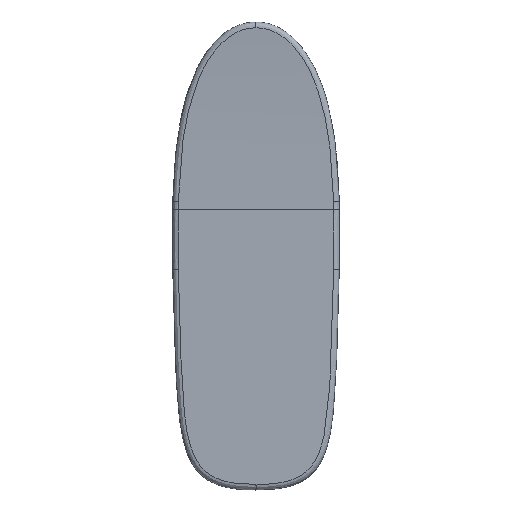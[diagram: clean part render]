
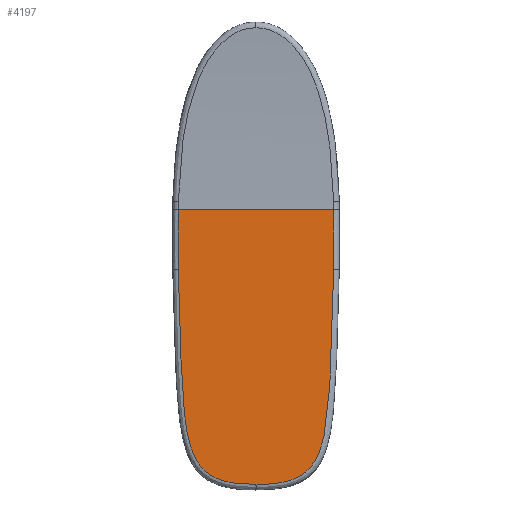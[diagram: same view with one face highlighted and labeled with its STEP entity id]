
A CAD part, top view. The second image highlights one B-rep face of the part: STEP entity #4197.
In plain terms, the highlighted free-form (B-spline) face has degree [1, 1] with [2, 2] control points.
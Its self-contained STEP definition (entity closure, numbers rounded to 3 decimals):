
#2422 = EDGE_CURVE('',#2423,#2425,#2427,.T.);
#2423 = VERTEX_POINT('',#2424);
#2424 = CARTESIAN_POINT('',(-214.657,609.517,
    76.719));
#2425 = VERTEX_POINT('',#2426);
#2426 = CARTESIAN_POINT('',(-214.657,774.424,
    76.719));
#2427 = B_SPLINE_CURVE_WITH_KNOTS('',3,(#2428,#2429,#2430,#2431),
  .UNSPECIFIED.,.F.,.F.,(4,4),(0.014,15.06),
  .PIECEWISE_BEZIER_KNOTS.);
#2428 = CARTESIAN_POINT('',(-214.657,609.517,
    76.719));
#2429 = CARTESIAN_POINT('',(-214.657,664.502,
    76.719));
#2430 = CARTESIAN_POINT('',(-214.657,719.455,
    76.719));
#2431 = CARTESIAN_POINT('',(-214.657,774.424,
    76.719));
#2590 = VERTEX_POINT('',#2591);
#2591 = CARTESIAN_POINT('',(0.,15.501,
    76.719));
#2706 = EDGE_CURVE('',#2590,#2423,#2707,.T.);
#2707 = B_SPLINE_CURVE_WITH_KNOTS('',3,(#2708,#2709,#2710,#2711,#2712,
    #2713,#2714,#2715,#2716,#2717,#2718,#2719,#2720,#2721,#2722,#2723,
    #2724,#2725,#2726,#2727,#2728,#2729,#2730,#2731,#2732,#2733,#2734,
    #2735,#2736,#2737,#2738),.UNSPECIFIED.,.F.,.F.,(4,2,1,1,1,1,1,1,1,1,
    1,1,1,1,1,1,1,1,1,1,1,1,1,1,1,1,1,4),(-65.67,
    -65.648,-65.545,-65.443,-65.237,
    -64.827,-64.006,-62.365,-59.083,
    -55.801,-54.159,-52.518,-50.877,
    -49.236,-47.595,-45.953,-42.671,
    -39.389,-36.106,-32.824,-29.541,
    -26.259,-19.694,-13.13,-9.847,
    -6.565,-3.282,-0.014),.UNSPECIFIED.);
#2708 = CARTESIAN_POINT('',(0.,15.501,
    76.719));
#2709 = CARTESIAN_POINT('',(-0.08,15.5,
    76.719));
#2710 = CARTESIAN_POINT('',(-0.161,15.499,
    76.719));
#2711 = CARTESIAN_POINT('',(-0.616,15.492,
    76.719));
#2712 = CARTESIAN_POINT('',(-1.365,15.481,
    76.719));
#2713 = CARTESIAN_POINT('',(-2.864,15.463,
    76.719));
#2714 = CARTESIAN_POINT('',(-5.487,15.44,
    76.719));
#2715 = CARTESIAN_POINT('',(-10.733,15.432,
    76.719));
#2716 = CARTESIAN_POINT('',(-21.225,15.566,
    76.719));
#2717 = CARTESIAN_POINT('',(-42.197,16.503,
    76.719));
#2718 = CARTESIAN_POINT('',(-72.008,20.03,
    76.719));
#2719 = CARTESIAN_POINT('',(-101.121,28.056,
    76.719));
#2720 = CARTESIAN_POINT('',(-122.781,38.647,
    76.719));
#2721 = CARTESIAN_POINT('',(-137.633,48.983,
    76.719));
#2722 = CARTESIAN_POINT('',(-150.559,61.669,
    76.719));
#2723 = CARTESIAN_POINT('',(-161.266,76.234,
    76.719));
#2724 = CARTESIAN_POINT('',(-169.924,92.089,
    76.719));
#2725 = CARTESIAN_POINT('',(-179.145,114.297,
    76.719));
#2726 = CARTESIAN_POINT('',(-187.295,143.225,
    76.719));
#2727 = CARTESIAN_POINT('',(-193.811,178.642,
    76.719));
#2728 = CARTESIAN_POINT('',(-198.294,214.35,
    76.719));
#2729 = CARTESIAN_POINT('',(-201.495,250.188,
    76.719));
#2730 = CARTESIAN_POINT('',(-203.877,286.089,
    76.719));
#2731 = CARTESIAN_POINT('',(-206.348,333.978,
    76.719));
#2732 = CARTESIAN_POINT('',(-208.65,393.925,
    76.719));
#2733 = CARTESIAN_POINT('',(-210.583,453.864,
    76.719));
#2734 = CARTESIAN_POINT('',(-212.003,501.721,
    76.719));
#2735 = CARTESIAN_POINT('',(-212.998,537.632,
    76.719));
#2736 = CARTESIAN_POINT('',(-213.902,573.554,
    76.719));
#2737 = CARTESIAN_POINT('',(-214.424,597.544,
    76.719));
#2738 = CARTESIAN_POINT('',(-214.657,609.517,
    76.719));
#3185 = VERTEX_POINT('',#3186);
#3186 = CARTESIAN_POINT('',(214.657,774.424,
    76.719));
#3366 = EDGE_CURVE('',#3185,#3367,#3369,.T.);
#3367 = VERTEX_POINT('',#3368);
#3368 = CARTESIAN_POINT('',(214.657,609.517,
    76.719));
#3369 = B_SPLINE_CURVE_WITH_KNOTS('',3,(#3370,#3371,#3372,#3373),
  .UNSPECIFIED.,.F.,.F.,(4,4),(2.201,17.247),
  .PIECEWISE_BEZIER_KNOTS.);
#3370 = CARTESIAN_POINT('',(214.657,774.424,
    76.719));
#3371 = CARTESIAN_POINT('',(214.657,719.455,
    76.719));
#3372 = CARTESIAN_POINT('',(214.657,664.502,
    76.719));
#3373 = CARTESIAN_POINT('',(214.657,609.517,
    76.719));
#3522 = EDGE_CURVE('',#3367,#2590,#3523,.T.);
#3523 = B_SPLINE_CURVE_WITH_KNOTS('',3,(#3524,#3525,#3526,#3527,#3528,
    #3529,#3530,#3531,#3532,#3533,#3534,#3535,#3536,#3537,#3538,#3539,
    #3540,#3541,#3542,#3543,#3544,#3545,#3546,#3547,#3548,#3549,#3550,
    #3551,#3552),.UNSPECIFIED.,.F.,.F.,(4,1,1,1,1,1,1,1,1,1,1,1,1,1,1,1,
    1,1,1,1,1,1,1,1,2,4),(-65.618,-62.35,-59.069
    ,-55.787,-52.505,-48.13,-43.755,
    -39.379,-36.097,-32.816,-29.534,
    -26.253,-22.971,-19.69,-18.049,
    -16.408,-14.767,-13.126,-11.486,
    -9.845,-6.563,-3.282,-1.641,
    -0.82,0.,0.022),
  .UNSPECIFIED.);
#3524 = CARTESIAN_POINT('',(214.657,609.517,
    76.719));
#3525 = CARTESIAN_POINT('',(214.424,597.569,
    76.719));
#3526 = CARTESIAN_POINT('',(213.904,573.631,
    76.719));
#3527 = CARTESIAN_POINT('',(213.001,537.757,
    76.719));
#3528 = CARTESIAN_POINT('',(212.006,501.815,
    76.719));
#3529 = CARTESIAN_POINT('',(210.821,461.855,
    76.719));
#3530 = CARTESIAN_POINT('',(209.427,417.917,
    76.719));
#3531 = CARTESIAN_POINT('',(207.75,370.002,
    76.719));
#3532 = CARTESIAN_POINT('',(205.942,326.077,
    76.719));
#3533 = CARTESIAN_POINT('',(203.88,286.165,
    76.719));
#3534 = CARTESIAN_POINT('',(201.502,250.275,
    76.719));
#3535 = CARTESIAN_POINT('',(198.304,214.445,
    76.719));
#3536 = CARTESIAN_POINT('',(193.825,178.739,
    76.719));
#3537 = CARTESIAN_POINT('',(187.319,143.332,
    76.719));
#3538 = CARTESIAN_POINT('',(179.177,114.392,
    76.719));
#3539 = CARTESIAN_POINT('',(169.968,92.184,
    76.719));
#3540 = CARTESIAN_POINT('',(161.321,76.318,
    76.719));
#3541 = CARTESIAN_POINT('',(150.599,61.713,
    76.719));
#3542 = CARTESIAN_POINT('',(137.679,49.023,
    76.719));
#3543 = CARTESIAN_POINT('',(122.827,38.671,
    76.719));
#3544 = CARTESIAN_POINT('',(101.106,28.047,
    76.719));
#3545 = CARTESIAN_POINT('',(71.989,20.029,
    76.719));
#3546 = CARTESIAN_POINT('',(42.187,16.502,
    76.719));
#3547 = CARTESIAN_POINT('',(21.219,15.566,
    76.719));
#3548 = CARTESIAN_POINT('',(9.233,15.413,
    76.719));
#3549 = CARTESIAN_POINT('',(3.238,15.451,
    76.719));
#3550 = CARTESIAN_POINT('',(0.161,15.499,
    76.719));
#3551 = CARTESIAN_POINT('',(0.08,15.5,
    76.719));
#3552 = CARTESIAN_POINT('',(0.,15.501,
    76.719));
#4197 = ADVANCED_FACE('',(#4198),#4209,.T.);
#4198 = FACE_BOUND('',#4199,.T.);
#4199 = EDGE_LOOP('',(#4200,#4201,#4202,#4203,#4204));
#4200 = ORIENTED_EDGE('',*,*,#2422,.F.);
#4201 = ORIENTED_EDGE('',*,*,#2706,.F.);
#4202 = ORIENTED_EDGE('',*,*,#3522,.F.);
#4203 = ORIENTED_EDGE('',*,*,#3366,.F.);
#4204 = ORIENTED_EDGE('',*,*,#4205,.T.);
#4205 = EDGE_CURVE('',#3185,#2425,#4206,.T.);
#4206 = B_SPLINE_CURVE_WITH_KNOTS('',1,(#4207,#4208),.UNSPECIFIED.,.F.,
  .F.,(2,2),(-195.858,195.858),.PIECEWISE_BEZIER_KNOTS.);
#4207 = CARTESIAN_POINT('',(214.657,774.424,
    76.719));
#4208 = CARTESIAN_POINT('',(-214.657,774.424,
    76.719));
#4209 = B_SPLINE_SURFACE_WITH_KNOTS('',1,1,(
    (#4210,#4211)
    ,(#4212,#4213
    )),.UNSPECIFIED.,.F.,.F.,.F.,(2,2),(2,2),(0.,692.539),(
    -195.858,195.858),.PIECEWISE_BEZIER_KNOTS.);
#4210 = CARTESIAN_POINT('',(-214.657,774.424,
    76.719));
#4211 = CARTESIAN_POINT('',(214.657,774.424,
    76.719));
#4212 = CARTESIAN_POINT('',(-214.657,15.413,
    76.719));
#4213 = CARTESIAN_POINT('',(214.657,15.413,
    76.719));
